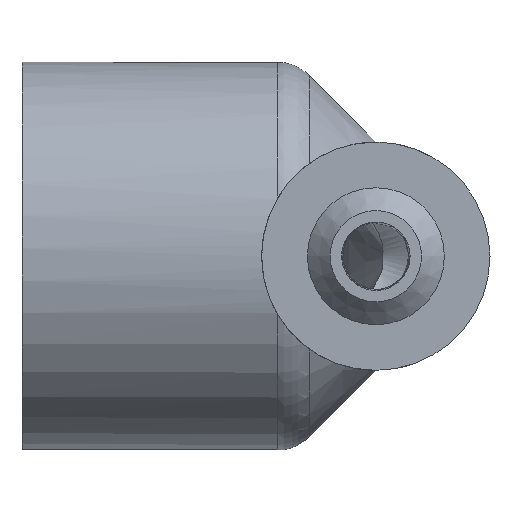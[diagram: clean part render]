
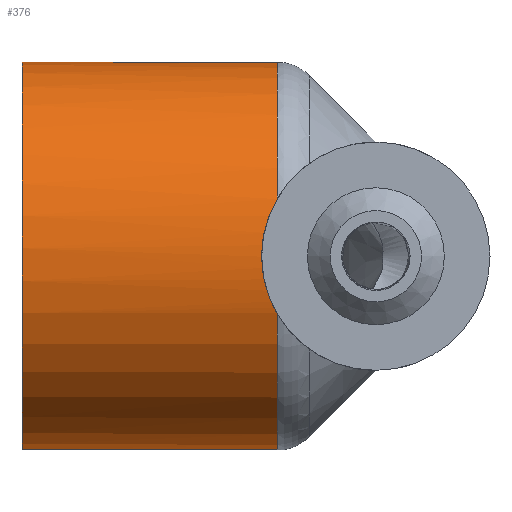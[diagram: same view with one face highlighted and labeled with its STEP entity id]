
A CAD part, front view. The second image highlights one B-rep face of the part: STEP entity #376.
In plain terms, the highlighted cylindrical face has radius 8.5 mm (diameter 17 mm), a full revolution.
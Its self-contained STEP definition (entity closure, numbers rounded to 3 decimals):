
#279=CARTESIAN_POINT('',(-15.5,15.9,8.5));
#280=VERTEX_POINT('',#279);
#281=CARTESIAN_POINT('',(-15.5,15.9,0.0));
#282=DIRECTION('',(1.0,0.0,0.0));
#283=DIRECTION('',(0.0,0.0,-1.0));
#284=AXIS2_PLACEMENT_3D('',#281,#282,#283);
#285=CIRCLE('',#284,8.5);
#286=EDGE_CURVE('',#280,#280,#285,.T.);
#301=CARTESIAN_POINT('',(-4.328,7.777,-2.503));
#302=VERTEX_POINT('',#301);
#314=CARTESIAN_POINT('',(-4.328,7.777,2.503));
#315=VERTEX_POINT('',#314);
#316=CARTESIAN_POINT('',(-4.328,15.9,0.0));
#317=DIRECTION('',(1.0,0.0,0.0));
#318=DIRECTION('',(0.0,1.0,0.0));
#319=AXIS2_PLACEMENT_3D('',#316,#317,#318);
#320=CIRCLE('',#319,8.5);
#321=EDGE_CURVE('',#302,#315,#320,.T.);
#346=CARTESIAN_POINT('',(-15.5,15.9,0.0));
#347=DIRECTION('',(1.0,0.,0.0));
#348=DIRECTION('',(0.0,0.0,-1.0));
#349=AXIS2_PLACEMENT_3D('',#346,#347,#348);
#350=CYLINDRICAL_SURFACE('',#349,8.5);
#351=ORIENTED_EDGE('',*,*,#286,.T.);
#352=EDGE_LOOP('',(#351));
#353=FACE_OUTER_BOUND('',#352,.T.);
#354=ORIENTED_EDGE('',*,*,#321,.F.);
#355=CARTESIAN_POINT('',(-4.328,7.777,2.503));
#356=CARTESIAN_POINT('',(-4.605,7.63,2.025));
#357=CARTESIAN_POINT('',(-4.806,7.513,1.488));
#358=CARTESIAN_POINT('',(-4.911,7.452,0.939));
#359=CARTESIAN_POINT('',(-4.969,7.418,0.635));
#360=CARTESIAN_POINT('',(-4.998,7.401,0.328));
#361=CARTESIAN_POINT('',(-5.,7.4,0.028));
#362=CARTESIAN_POINT('',(-5.001,7.399,-0.233));
#363=CARTESIAN_POINT('',(-4.982,7.41,-0.497));
#364=CARTESIAN_POINT('',(-4.942,7.434,-0.761));
#365=CARTESIAN_POINT('',(-4.856,7.484,-1.319));
#366=CARTESIAN_POINT('',(-4.671,7.592,-1.871));
#367=CARTESIAN_POINT('',(-4.405,7.736,-2.366));
#368=CARTESIAN_POINT('',(-4.38,7.749,-2.412));
#369=CARTESIAN_POINT('',(-4.355,7.763,-2.458));
#370=CARTESIAN_POINT('',(-4.328,7.777,-2.503));
#371=B_SPLINE_CURVE_WITH_KNOTS('',3,(#355,#356,#357,#358,#359,#360,#361,#362,#363,#364,#365,#366,#367,#368,#369,#370),.UNSPECIFIED.,.F.,.U.,(4,3,3,3,3,4),(0.521,0.683,0.773,0.851,1.016,1.031),.UNSPECIFIED.);
#372=EDGE_CURVE('',#315,#302,#371,.T.);
#373=ORIENTED_EDGE('',*,*,#372,.F.);
#374=EDGE_LOOP('',(#354,#373));
#375=FACE_BOUND('',#374,.T.);
#376=ADVANCED_FACE('',(#353,#375),#350,.T.);
